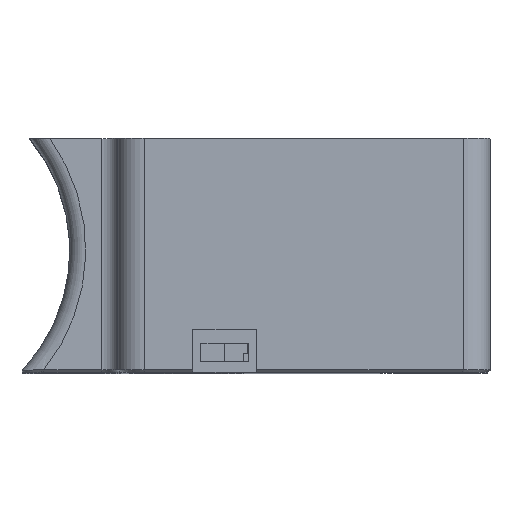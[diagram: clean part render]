
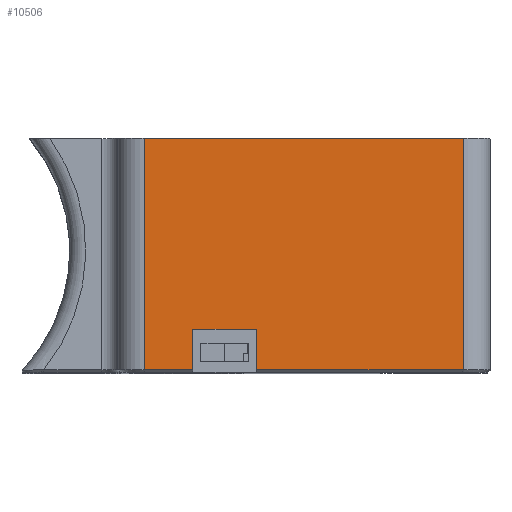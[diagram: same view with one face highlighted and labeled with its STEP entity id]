
A CAD part, top view. The second image highlights one B-rep face of the part: STEP entity #10506.
In plain terms, the highlighted planar face has unit normal (0, 0, 1).
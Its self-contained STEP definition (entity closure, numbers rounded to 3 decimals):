
#800=FACE_OUTER_BOUND('',#1387,.T.);
#1387=EDGE_LOOP('',(#8609,#8610,#8611,#8612,#8613,#8614,#8615,#8616));
#2237=LINE('',#15821,#3482);
#2349=LINE('',#16056,#3594);
#2350=LINE('',#16059,#3595);
#2478=LINE('',#16521,#3723);
#2611=LINE('',#16869,#3856);
#2612=LINE('',#16871,#3857);
#2613=LINE('',#16873,#3858);
#2614=LINE('',#16874,#3859);
#3482=VECTOR('',#12774,10.);
#3594=VECTOR('',#12952,10.);
#3595=VECTOR('',#12955,10.);
#3723=VECTOR('',#13169,10.);
#3856=VECTOR('',#13472,10.);
#3857=VECTOR('',#13475,10.);
#3858=VECTOR('',#13476,10.);
#3859=VECTOR('',#13477,10.);
#4617=VERTEX_POINT('',#15818);
#4618=VERTEX_POINT('',#15820);
#4708=VERTEX_POINT('',#16054);
#4709=VERTEX_POINT('',#16058);
#4839=VERTEX_POINT('',#16435);
#4863=VERTEX_POINT('',#16519);
#4929=VERTEX_POINT('',#16757);
#4948=VERTEX_POINT('',#16872);
#5822=EDGE_CURVE('',#4618,#4617,#2237,.T.);
#5942=EDGE_CURVE('',#4617,#4708,#2349,.T.);
#5943=EDGE_CURVE('',#4709,#4618,#2350,.T.);
#6112=EDGE_CURVE('',#4863,#4839,#2478,.T.);
#6267=EDGE_CURVE('',#4839,#4929,#2611,.T.);
#6268=EDGE_CURVE('',#4929,#4708,#2612,.T.);
#6269=EDGE_CURVE('',#4948,#4863,#2613,.T.);
#6270=EDGE_CURVE('',#4709,#4948,#2614,.T.);
#8609=ORIENTED_EDGE('',*,*,#6268,.F.);
#8610=ORIENTED_EDGE('',*,*,#6267,.F.);
#8611=ORIENTED_EDGE('',*,*,#6112,.F.);
#8612=ORIENTED_EDGE('',*,*,#6269,.F.);
#8613=ORIENTED_EDGE('',*,*,#6270,.F.);
#8614=ORIENTED_EDGE('',*,*,#5943,.T.);
#8615=ORIENTED_EDGE('',*,*,#5822,.T.);
#8616=ORIENTED_EDGE('',*,*,#5942,.T.);
#10052=PLANE('',#11221);
#10506=ADVANCED_FACE('',(#800),#10052,.T.);
#11221=AXIS2_PLACEMENT_3D('',#16870,#13473,#13474);
#12774=DIRECTION('',(1.,0.,0.));
#12952=DIRECTION('',(0.,-1.,0.));
#12955=DIRECTION('',(0.,1.,0.));
#13169=DIRECTION('',(1.,0.,0.));
#13472=DIRECTION('',(0.,-1.,0.));
#13473=DIRECTION('center_axis',(0.,0.,1.));
#13474=DIRECTION('ref_axis',(-1.,0.,0.));
#13475=DIRECTION('',(-1.,0.,0.));
#13476=DIRECTION('',(0.,1.,0.));
#13477=DIRECTION('',(-1.,0.,0.));
#15818=CARTESIAN_POINT('',(26.104,6.147,127.5));
#15820=CARTESIAN_POINT('',(14.104,6.147,127.5));
#15821=CARTESIAN_POINT('',(28.302,6.147,127.5));
#16054=CARTESIAN_POINT('',(26.104,-1.5,127.5));
#16056=CARTESIAN_POINT('',(26.104,3.073,127.5));
#16058=CARTESIAN_POINT('',(14.104,-1.5,127.5));
#16059=CARTESIAN_POINT('',(14.104,-1.027,127.5));
#16435=CARTESIAN_POINT('',(65.,42.,127.5));
#16519=CARTESIAN_POINT('',(5.,42.,127.5));
#16521=CARTESIAN_POINT('',(42.5,42.,127.5));
#16757=CARTESIAN_POINT('',(65.,-1.5,127.5));
#16869=CARTESIAN_POINT('',(65.,0.,127.5));
#16870=CARTESIAN_POINT('Origin',(42.5,0.,127.5));
#16871=CARTESIAN_POINT('',(38.75,-1.5,127.5));
#16872=CARTESIAN_POINT('',(5.,-1.5,127.5));
#16873=CARTESIAN_POINT('',(5.,0.,127.5));
#16874=CARTESIAN_POINT('',(38.75,-1.5,127.5));
